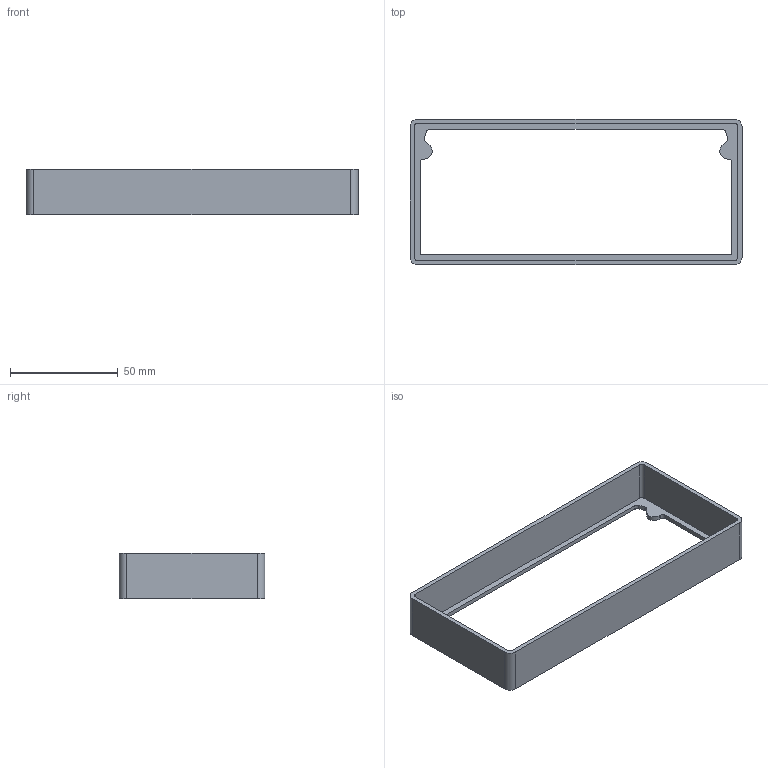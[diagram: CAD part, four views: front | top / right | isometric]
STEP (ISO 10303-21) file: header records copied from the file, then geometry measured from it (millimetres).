
FILE_DESCRIPTION(('CoCreate Modeling STEP Export'),'2;1');
FILE_NAME('6249854.stp','2016-10-05T11:37:48',(''),(''),'CoCreate Modeling STEP processor for AP214 (Solid Model)','CoCreate Modeling 16.00B 02-Dec-2008 (C) Parametric Technology GmbH','');
FILE_SCHEMA(('AUTOMOTIVE_DESIGN { 1 0 10303 214 1 1 1 1 }'));
Length unit declared in the file: millimetre
Products named in the file (1): Kantenschutz_60150.1
Bounding box: 154.05 x 67.7 x 21 mm (x, y, z)
Volume: 20603.4 mm3; surface area: 22294.5 mm2
Topology: 1 solids, 1 shells, 41 faces, 114 edges, 76 vertices
Faces by surface type: plane 21, cylinder 20
Entity records: 1294 total; most frequent: ORIENTED_EDGE 228, CARTESIAN_POINT 220, DIRECTION 214, EDGE_CURVE 114, VERTEX_POINT 76, VECTOR 74, LINE 74, AXIS2_PLACEMENT_3D 70
